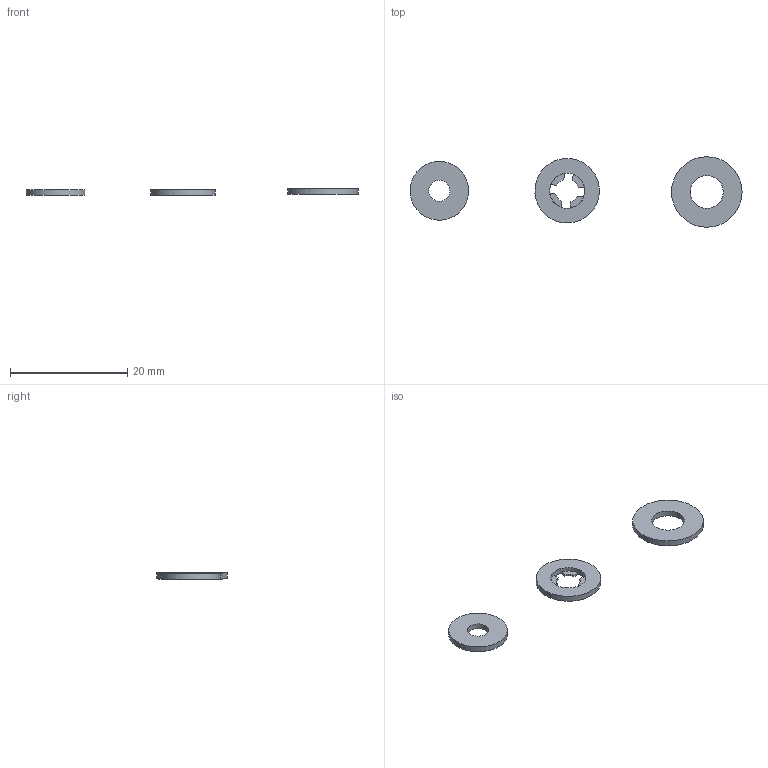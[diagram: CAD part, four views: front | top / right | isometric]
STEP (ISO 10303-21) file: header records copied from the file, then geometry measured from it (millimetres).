
FILE_DESCRIPTION(/* description */ (''),/* implementation_level */ '2;1');
FILE_NAME(/* name */ 'DR_K-HW_M.stp',/* time_stamp */ '2024-02-16T09:52:29+09:00',/* author */ ('user'),/* organization */ (''),/* preprocessor_version */ 'ST-DEVELOPER v15.6',/* originating_system */ 'Autodesk Inventor 2015',/* authorisation */ '');
FILE_SCHEMA (('AUTOMOTIVE_DESIGN { 1 0 10303 214 3 1 1 }'));
Length unit declared in the file: millimetre
Products named in the file (4): DR_K-HW4; K-HW5-1; DR_K-HW6; DR_K-HW_M
Bounding box: 56.54 x 12 x 1.16 mm (x, y, z)
Volume: 226.5 mm3; surface area: 618.4 mm2
Topology: 3 solids, 3 shells, 28 faces, 66 edges, 44 vertices
Faces by surface type: plane 18, cylinder 10
Full cylindrical faces by diameter (mm): 3.6 x1, 5.6 x1, 6 x1, 10 x1, 11 x1, 12 x1
Entity records: 883 total; most frequent: DIRECTION 156, CARTESIAN_POINT 137, ORIENTED_EDGE 118, AXIS2_PLACEMENT_3D 62, EDGE_CURVE 59, VERTEX_POINT 43, EDGE_LOOP 40, LINE 32
